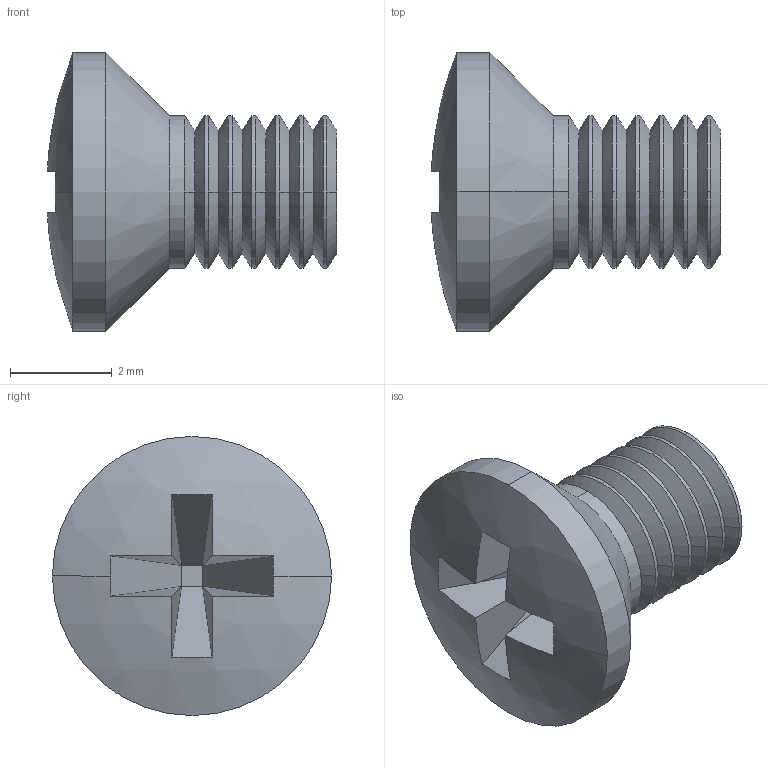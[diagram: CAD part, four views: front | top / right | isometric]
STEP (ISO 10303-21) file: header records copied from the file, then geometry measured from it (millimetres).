
FILE_DESCRIPTION (( 'STEP AP214' ), '1' );
FILE_NAME ('m3-5mm.STEP', '2021-08-31T19:25:09', ( '' ), ( '' ), 'SwSTEP 2.0', 'SolidWorks 2019', '' );
FILE_SCHEMA (( 'AUTOMOTIVE_DESIGN' ));
Length unit declared in the file: millimetre
Products named in the file (1): m3-5mm
Bounding box: 5.7 x 5.5 x 5.5 mm (x, y, z)
Volume: 55.4 mm3; surface area: 122.2 mm2
Topology: 1 solids, 1 shells, 60 faces, 150 edges, 92 vertices
Faces by surface type: cone 28, cylinder 16, plane 14, sphere 2
Entity records: 1846 total; most frequent: DIRECTION 362, CARTESIAN_POINT 303, ORIENTED_EDGE 300, AXIS2_PLACEMENT_3D 151, EDGE_CURVE 150, VERTEX_POINT 92, CIRCLE 90, EDGE_LOOP 60
